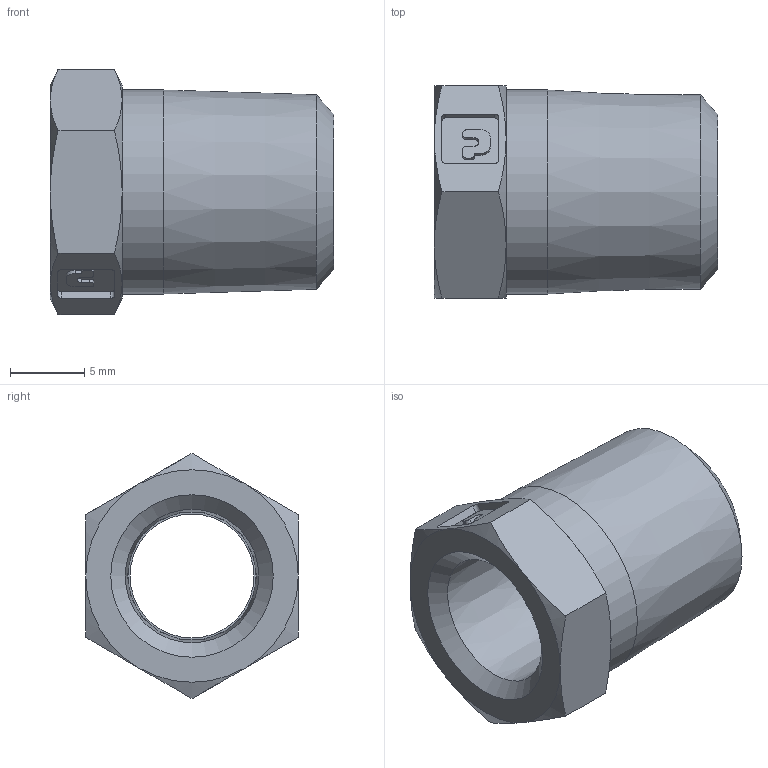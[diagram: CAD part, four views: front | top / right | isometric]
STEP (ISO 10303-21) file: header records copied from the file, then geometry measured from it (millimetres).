
FILE_DESCRIPTION(/* description */ ('Bushing'),/* implementation_level */ '2;1');
FILE_NAME(/* name */ 'Pneumatics_Bushing_209P-4-2.ipt.step',/* time_stamp */ '2015-01-02T19:27:31-08:00',/* author */ ('Autodesk Inc.'),/* organization */ ('Autodesk Inc.'),/* preprocessor_version */ 'ST-DEVELOPER v15.6',/* originating_system */ 'Autodesk Inventor 2015',/* authorisation */ '');
FILE_SCHEMA (('AUTOMOTIVE_DESIGN { 1 0 10303 214 3 1 1 }'));
Length unit declared in the file: inch
Products named in the file (1): Pneumatics_Bushing_209P-4-2
Bounding box: 19.05 x 14.29 x 16.5 mm (x, y, z)
Volume: 1713.9 mm3; surface area: 1536.3 mm2
Topology: 1 solids, 1 shells, 87 faces, 225 edges, 146 vertices
Faces by surface type: plane 42, cylinder 29, cone 16
Full cylindrical faces by diameter (mm): 8.331 x1, 8.611 x1, 13.716 x1
Entity records: 2592 total; most frequent: CARTESIAN_POINT 492, DIRECTION 440, ORIENTED_EDGE 428, EDGE_CURVE 214, AXIS2_PLACEMENT_3D 162, VERTEX_POINT 142, LINE 116, VECTOR 116
